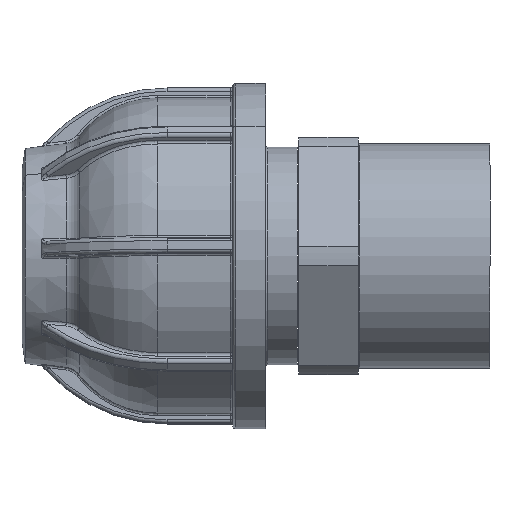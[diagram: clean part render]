
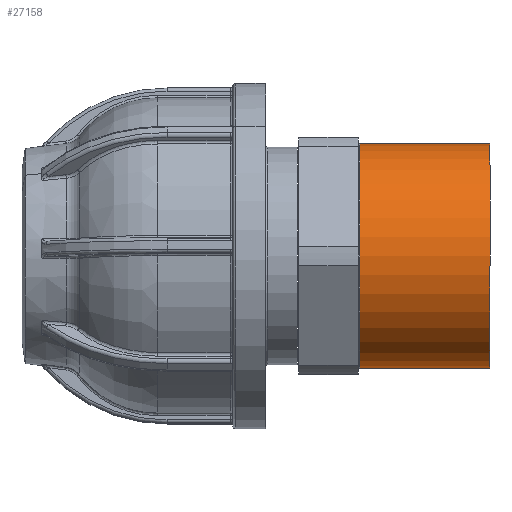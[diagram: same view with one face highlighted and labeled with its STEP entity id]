
A CAD part, front view. The second image highlights one B-rep face of the part: STEP entity #27158.
In plain terms, the highlighted cylindrical face has radius 17 mm (diameter 34 mm), a partial arc.
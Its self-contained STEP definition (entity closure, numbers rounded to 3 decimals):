
#3353 = EDGE_LOOP ( 'NONE', ( #7746, #7748, #7747, #7749 ) ) ;
#7746 = ORIENTED_EDGE ( 'NONE', *, *, #20025, .T. ) ;
#7747 = ORIENTED_EDGE ( 'NONE', *, *, #20026, .T. ) ;
#7748 = ORIENTED_EDGE ( 'NONE', *, *, #20024, .T. ) ;
#7749 = ORIENTED_EDGE ( 'NONE', *, *, #20027, .F. ) ;
#9943 = LINE ( 'NONE', #20681, #15487 ) ;
#9944 = LINE ( 'NONE', #20689, #15492 ) ;
#10181 = FACE_OUTER_BOUND ( 'NONE', #3353, .T. ) ;
#10182 = CYLINDRICAL_SURFACE ( 'NONE', #21880, 17. ) ;
#15483 = CIRCLE ( 'NONE', #15490, 17. ) ;
#15486 = CIRCLE ( 'NONE', #15488, 17. ) ;
#15487 = VECTOR ( 'NONE', #20682, 1000. ) ;
#15488 = AXIS2_PLACEMENT_3D ( 'NONE', #20683, #20684, #20685 ) ;
#15490 = AXIS2_PLACEMENT_3D ( 'NONE', #20686, #20687, #20688 ) ;
#15492 = VECTOR ( 'NONE', #20690, 1000. ) ;
#20024 = EDGE_CURVE ( 'NONE', #26552, #26550, #9943, .T. ) ;
#20025 = EDGE_CURVE ( 'NONE', #26554, #26552, #15486, .T. ) ;
#20026 = EDGE_CURVE ( 'NONE', #26550, #26548, #15483, .T. ) ;
#20027 = EDGE_CURVE ( 'NONE', #26554, #26548, #9944, .T. ) ;
#20681 = CARTESIAN_POINT ( 'NONE',  ( -20.5, -111.703, 17. ) ) ;
#20682 = DIRECTION ( 'NONE',  ( -1., 0., 0. ) ) ;
#20683 = CARTESIAN_POINT ( 'NONE',  ( 0., -111.703, 0. ) ) ;
#20684 = DIRECTION ( 'NONE',  ( -1., 0., 0. ) ) ;
#20685 = DIRECTION ( 'NONE',  ( 0., 0., -1. ) ) ;
#20686 = CARTESIAN_POINT ( 'NONE',  ( -19.75, -111.703, 0. ) ) ;
#20687 = DIRECTION ( 'NONE',  ( 1., 0., 0. ) ) ;
#20688 = DIRECTION ( 'NONE',  ( 0., 0., -1. ) ) ;
#20689 = CARTESIAN_POINT ( 'NONE',  ( -20.5, -111.703, -17. ) ) ;
#20690 = DIRECTION ( 'NONE',  ( -1., 0., 0. ) ) ;
#21880 = AXIS2_PLACEMENT_3D ( 'NONE', #24226, #24227, #24228 ) ;
#23801 = CARTESIAN_POINT ( 'NONE',  ( -19.75, -111.703, -17. ) ) ;
#23802 = CARTESIAN_POINT ( 'NONE',  ( -19.75, -111.703, 17. ) ) ;
#23803 = CARTESIAN_POINT ( 'NONE',  ( 0., -111.703, 17. ) ) ;
#23804 = CARTESIAN_POINT ( 'NONE',  ( 0., -111.703, -17. ) ) ;
#24226 = CARTESIAN_POINT ( 'NONE',  ( -20.5, -111.703, 0. ) ) ;
#24227 = DIRECTION ( 'NONE',  ( -1., 0., 0. ) ) ;
#24228 = DIRECTION ( 'NONE',  ( 0., 0., -1. ) ) ;
#26548 = VERTEX_POINT ( 'NONE', #23801 ) ;
#26550 = VERTEX_POINT ( 'NONE', #23802 ) ;
#26552 = VERTEX_POINT ( 'NONE', #23803 ) ;
#26554 = VERTEX_POINT ( 'NONE', #23804 ) ;
#27158 = ADVANCED_FACE ( 'NONE', ( #10181 ), #10182, .T. ) ;
